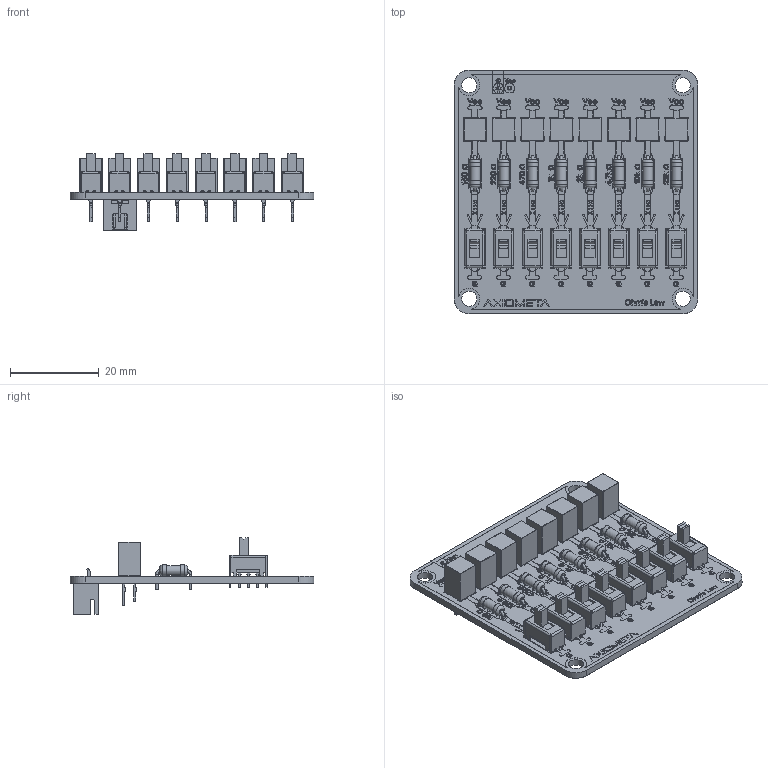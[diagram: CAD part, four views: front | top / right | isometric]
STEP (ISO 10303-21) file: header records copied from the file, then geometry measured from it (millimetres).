
FILE_DESCRIPTION(/* description */ ('KiCad electronic assembly'),/* implementation_level */ '2;1');
FILE_NAME(/* name */ 'STP_SLD0003.step',/* time_stamp */ '2026-02-24T16:46:40+02:00',/* author */ (''),/* organization */ (''),/* preprocessor_version */ 'ST-DEVELOPER v20.1',/* originating_system */ 'Autodesk Translation Framework v14.24.0.0',/* authorisation */ '');
FILE_SCHEMA (('AUTOMOTIVE_DESIGN { 1 0 10303 214 3 1 1 }'));
Products named in the file (12): 2026-02-24-11-20-15-536; STP_SLD0003 1; R_Axial_DIN0207_L6.3mm_D2.5mm_P7.62mm_Horizontal; Slide_switch_up; Cube_LED; JST_XH_B2B-XH-A_1x02_P2.50mm_Vertical; Soldering Kit - Ohms Law_copper; Soldering Kit - Ohms Law_silkscreen; Soldering Kit - Ohms Law_PCB; 2026-02-24-11-20-15-537; 2026-02-24-11-20-15-538; 2026-02-24-11-20-15-539
Assembly tree (39 placements, depth 3):
  2026-02-24-11-20-15-536
    2026-02-24-11-20-15-537  x8
      2026-02-24-11-20-15-538
      2026-02-24-11-20-15-539
    STP_SLD0003 1
      R_Axial_DIN0207_L6.3mm_D2.5mm_P7.62mm_Horizontal  x8
      Slide_switch_up  x8
      Cube_LED  x8
      JST_XH_B2B-XH-A_1x02_P2.50mm_Vertical
      Soldering Kit - Ohms Law_copper
      Soldering Kit - Ohms Law_silkscreen
      Soldering Kit - Ohms Law_PCB
Bounding box: 55 x 55 x 17.38 mm (x, y, z)
Volume: 7903.6 mm3; surface area: 24440.2 mm2
Topology: 68 solids, 368 shells, 3345 faces, 17216 edges, 14367 vertices
Faces by surface type: plane 2288, cylinder 793, bspline 160, sphere 80, torus 16, cone 8
Full cylindrical faces by diameter (mm): 0.6 x16, 0.7 x24, 0.706 x16, 0.8 x32, 1 x2, 1.91 x24, 2.011 x16, 2.208 x16, 2.25 x8, 2.5 x16, 3.4 x4, 4.809 x4
Entity records: 129001 total; most frequent: CARTESIAN_POINT 29056, DIRECTION 19094, ORIENTED_EDGE 17389, EDGE_CURVE 13238, VERTEX_POINT 11833, LINE 10806, VECTOR 10806, AXIS2_PLACEMENT_3D 4144
